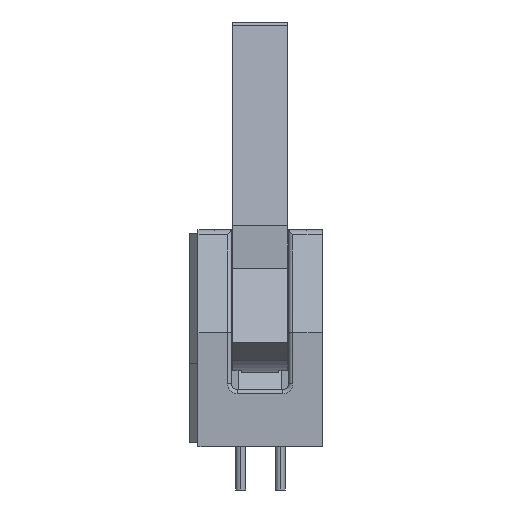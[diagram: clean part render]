
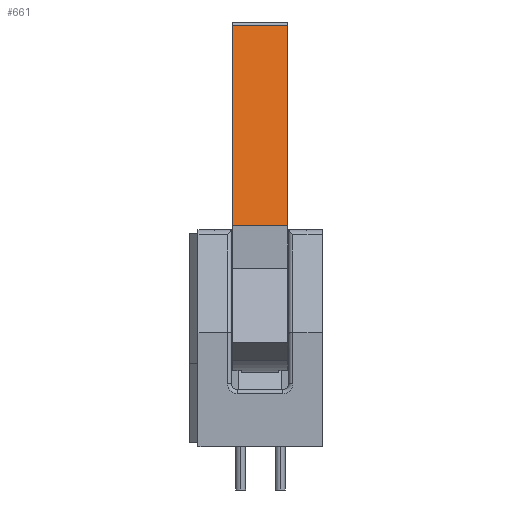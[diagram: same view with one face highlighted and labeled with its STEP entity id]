
A CAD part, left-side view. The second image highlights one B-rep face of the part: STEP entity #661.
In plain terms, the highlighted planar face has unit normal (-0.988, 0, 0.156).
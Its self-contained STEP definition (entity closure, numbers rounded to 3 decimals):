
#661=ADVANCED_FACE('',(#1975),#1976,.T.);
#1975=FACE_OUTER_BOUND('',#3301,.T.);
#1976=PLANE('',#3302);
#3301=EDGE_LOOP('',(#8162,#8163,#8164,#8165));
#3302=AXIS2_PLACEMENT_3D('',#8166,#8167,#8168);
#8162=ORIENTED_EDGE('',*,*,#9781,.T.);
#8163=ORIENTED_EDGE('',*,*,#9744,.F.);
#8164=ORIENTED_EDGE('',*,*,#9780,.F.);
#8165=ORIENTED_EDGE('',*,*,#9775,.T.);
#8166=CARTESIAN_POINT('',(-30.035,1.778,13.172));
#8167=DIRECTION('',(-0.988,0.0,0.156));
#8168=DIRECTION('',(0.0,1.0,0.0));
#9744=EDGE_CURVE('',#12276,#12278,#12279,.T.);
#9775=EDGE_CURVE('',#12331,#12329,#12332,.T.);
#9780=EDGE_CURVE('',#12331,#12276,#12339,.T.);
#9781=EDGE_CURVE('',#12329,#12278,#12340,.T.);
#12276=VERTEX_POINT('',#16148);
#12278=VERTEX_POINT('',#16150);
#12279=LINE('',#16151,#16152);
#12329=VERTEX_POINT('',#16223);
#12331=VERTEX_POINT('',#16226);
#12332=LINE('',#16227,#16228);
#12339=LINE('',#16236,#16237);
#12340=LINE('',#16238,#16239);
#16148=CARTESIAN_POINT('',(-30.035,-1.778,13.172));
#16150=CARTESIAN_POINT('',(-32.08,-1.778,0.263));
#16151=CARTESIAN_POINT('',(-30.035,-1.778,13.172));
#16152=VECTOR('',#18326,13.07);
#16223=CARTESIAN_POINT('',(-32.08,1.778,0.263));
#16226=CARTESIAN_POINT('',(-30.035,1.778,13.172));
#16227=CARTESIAN_POINT('',(-30.035,1.778,13.172));
#16228=VECTOR('',#18373,13.07);
#16236=CARTESIAN_POINT('',(-30.035,1.778,13.172));
#16237=VECTOR('',#18384,3.556);
#16238=CARTESIAN_POINT('',(-32.08,1.778,0.263));
#16239=VECTOR('',#18385,3.556);
#18326=DIRECTION('',(-0.156,0.0,-0.988));
#18373=DIRECTION('',(-0.156,0.0,-0.988));
#18384=DIRECTION('',(0.0,-1.0,0.0));
#18385=DIRECTION('',(0.0,-1.0,0.0));
